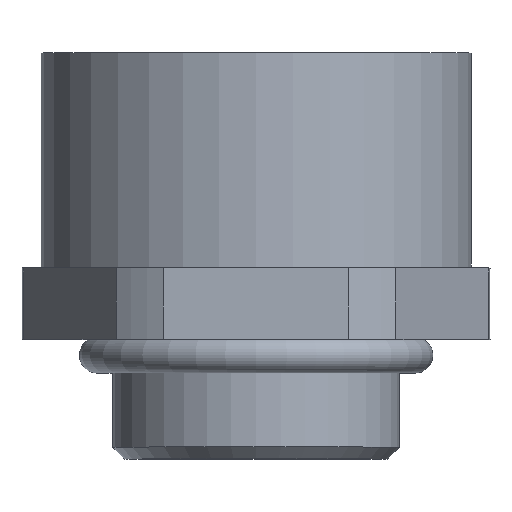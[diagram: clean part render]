
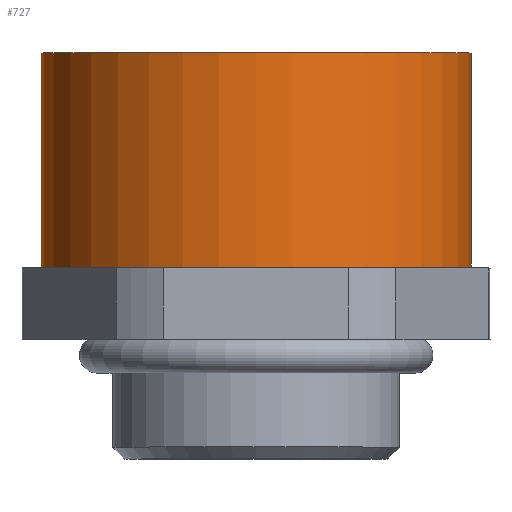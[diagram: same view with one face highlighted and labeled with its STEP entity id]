
A CAD part, top view. The second image highlights one B-rep face of the part: STEP entity #727.
In plain terms, the highlighted cylindrical face has radius 9 mm (diameter 18 mm), a partial arc.
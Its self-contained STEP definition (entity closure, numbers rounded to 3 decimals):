
#96 = CYLINDRICAL_SURFACE ( 'NONE', #100, 9. ) ;
#100 = AXIS2_PLACEMENT_3D ( 'NONE', #1128, #1129, #1130 ) ;
#106 = FACE_OUTER_BOUND ( 'NONE', #1236, .T. ) ;
#163 = VECTOR ( 'NONE', #823, 1000. ) ;
#166 = AXIS2_PLACEMENT_3D ( 'NONE', #829, #830, #831 ) ;
#168 = VECTOR ( 'NONE', #814, 1000. ) ;
#169 = AXIS2_PLACEMENT_3D ( 'NONE', #808, #815, #816 ) ;
#172 = AXIS2_PLACEMENT_3D ( 'NONE', #826, #827, #828 ) ;
#174 = AXIS2_PLACEMENT_3D ( 'NONE', #820, #824, #825 ) ;
#188 = AXIS2_PLACEMENT_3D ( 'NONE', #817, #818, #819 ) ;
#214 = VERTEX_POINT ( 'NONE', #551 ) ;
#215 = VERTEX_POINT ( 'NONE', #552 ) ;
#216 = VERTEX_POINT ( 'NONE', #553 ) ;
#217 = VERTEX_POINT ( 'NONE', #554 ) ;
#222 = VERTEX_POINT ( 'NONE', #738 ) ;
#224 = VERTEX_POINT ( 'NONE', #740 ) ;
#227 = VERTEX_POINT ( 'NONE', #743 ) ;
#551 = CARTESIAN_POINT ( 'NONE',  ( -9., 1., 0. ) ) ;
#552 = CARTESIAN_POINT ( 'NONE',  ( 9., 10., 0. ) ) ;
#553 = CARTESIAN_POINT ( 'NONE',  ( 0., 1., 9. ) ) ;
#554 = CARTESIAN_POINT ( 'NONE',  ( -7.794, 1., 4.5 ) ) ;
#631 = CIRCLE ( 'NONE', #166, 9. ) ;
#634 = CIRCLE ( 'NONE', #172, 9. ) ;
#635 = CIRCLE ( 'NONE', #174, 9. ) ;
#636 = CIRCLE ( 'NONE', #188, 9. ) ;
#638 = CIRCLE ( 'NONE', #169, 9. ) ;
#704 = EDGE_CURVE ( 'NONE', #222, #215, #812, .T. ) ;
#705 = EDGE_CURVE ( 'NONE', #224, #222, #638, .T. ) ;
#706 = EDGE_CURVE ( 'NONE', #227, #215, #636, .T. ) ;
#707 = EDGE_CURVE ( 'NONE', #214, #227, #821, .T. ) ;
#708 = EDGE_CURVE ( 'NONE', #214, #217, #635, .T. ) ;
#709 = EDGE_CURVE ( 'NONE', #217, #216, #634, .T. ) ;
#710 = EDGE_CURVE ( 'NONE', #216, #224, #631, .T. ) ;
#727 = ADVANCED_FACE ( 'NONE', ( #106 ), #96, .T. ) ;
#738 = CARTESIAN_POINT ( 'NONE',  ( 9., 1., 0. ) ) ;
#740 = CARTESIAN_POINT ( 'NONE',  ( 7.794, 1., 4.5 ) ) ;
#743 = CARTESIAN_POINT ( 'NONE',  ( -9., 10., 0. ) ) ;
#808 = CARTESIAN_POINT ( 'NONE',  ( 0., 1., 0. ) ) ;
#812 = LINE ( 'NONE', #813, #168 ) ;
#813 = CARTESIAN_POINT ( 'NONE',  ( 9., 28.886, 0. ) ) ;
#814 = DIRECTION ( 'NONE',  ( 0., 1., 0. ) ) ;
#815 = DIRECTION ( 'NONE',  ( 0., 1., 0. ) ) ;
#816 = DIRECTION ( 'NONE',  ( -1., 0., 0. ) ) ;
#817 = CARTESIAN_POINT ( 'NONE',  ( 0., 10., 0. ) ) ;
#818 = DIRECTION ( 'NONE',  ( 0., 1., 0. ) ) ;
#819 = DIRECTION ( 'NONE',  ( -1., 0., 0. ) ) ;
#820 = CARTESIAN_POINT ( 'NONE',  ( 0., 1., 0. ) ) ;
#821 = LINE ( 'NONE', #822, #163 ) ;
#822 = CARTESIAN_POINT ( 'NONE',  ( -9., 28.886, 0. ) ) ;
#823 = DIRECTION ( 'NONE',  ( 0., 1., 0. ) ) ;
#824 = DIRECTION ( 'NONE',  ( 0., 1., 0. ) ) ;
#825 = DIRECTION ( 'NONE',  ( -1., 0., 0. ) ) ;
#826 = CARTESIAN_POINT ( 'NONE',  ( 0., 1., 0. ) ) ;
#827 = DIRECTION ( 'NONE',  ( 0., 1., 0. ) ) ;
#828 = DIRECTION ( 'NONE',  ( -1., 0., 0. ) ) ;
#829 = CARTESIAN_POINT ( 'NONE',  ( 0., 1., 0. ) ) ;
#830 = DIRECTION ( 'NONE',  ( 0., 1., 0. ) ) ;
#831 = DIRECTION ( 'NONE',  ( -1., 0., 0. ) ) ;
#1075 = ORIENTED_EDGE ( 'NONE', *, *, #710, .T. ) ;
#1076 = ORIENTED_EDGE ( 'NONE', *, *, #709, .T. ) ;
#1078 = ORIENTED_EDGE ( 'NONE', *, *, #708, .T. ) ;
#1079 = ORIENTED_EDGE ( 'NONE', *, *, #707, .F. ) ;
#1080 = ORIENTED_EDGE ( 'NONE', *, *, #704, .T. ) ;
#1081 = ORIENTED_EDGE ( 'NONE', *, *, #706, .F. ) ;
#1082 = ORIENTED_EDGE ( 'NONE', *, *, #705, .T. ) ;
#1128 = CARTESIAN_POINT ( 'NONE',  ( 0., 28.886, 0. ) ) ;
#1129 = DIRECTION ( 'NONE',  ( 0., 1., 0. ) ) ;
#1130 = DIRECTION ( 'NONE',  ( -1., 0., 0. ) ) ;
#1236 = EDGE_LOOP ( 'NONE', ( #1082, #1080, #1081, #1079, #1078, #1076, #1075 ) ) ;
